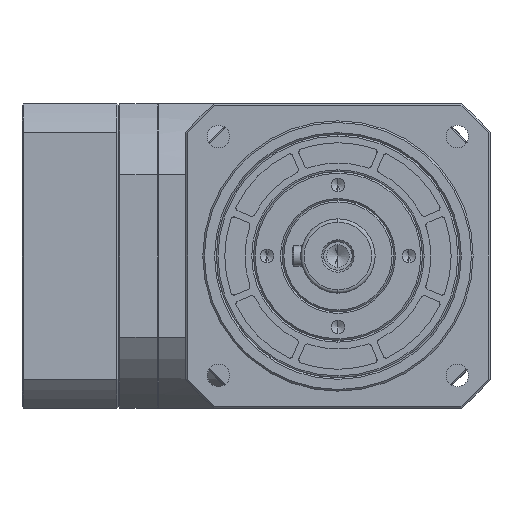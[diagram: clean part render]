
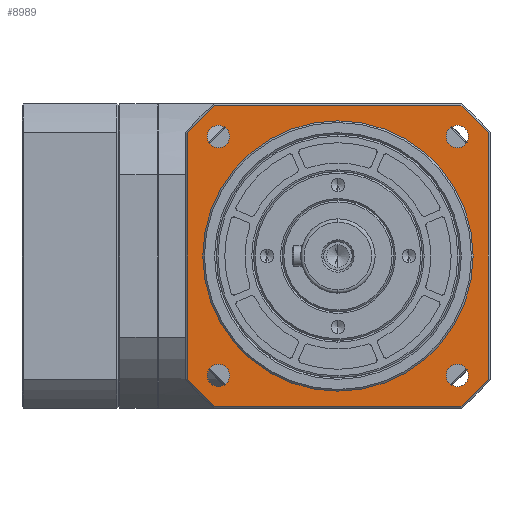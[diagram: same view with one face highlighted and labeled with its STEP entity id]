
A CAD part, left-side view. The second image highlights one B-rep face of the part: STEP entity #8989.
In plain terms, the highlighted planar face has unit normal (-1, 0, 0).
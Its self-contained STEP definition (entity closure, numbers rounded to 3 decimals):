
#6839=CARTESIAN_POINT('',(10.,0.,0.));
#6840=DIRECTION('',(-1.,0.,0.));
#6841=DIRECTION('',(0.,0.774,-0.633));
#6842=AXIS2_PLACEMENT_3D('',#6839,#6840,#6841);
#6844=CARTESIAN_POINT('',(10.,0.,0.));
#6845=DIRECTION('',(-1.,0.,0.));
#6846=DIRECTION('',(0.,0.633,0.774));
#6847=AXIS2_PLACEMENT_3D('',#6844,#6845,#6846);
#6849=CARTESIAN_POINT('',(10.,0.,0.));
#6850=DIRECTION('',(-1.,0.,0.));
#6851=DIRECTION('',(0.,-0.774,0.633));
#6852=AXIS2_PLACEMENT_3D('',#6849,#6850,#6851);
#6854=CARTESIAN_POINT('',(10.,0.,0.));
#6855=DIRECTION('',(-1.,0.,0.));
#6856=DIRECTION('',(0.,-0.633,-0.774));
#6857=AXIS2_PLACEMENT_3D('',#6854,#6855,#6856);
#6859=CARTESIAN_POINT('',(10.,35.355,35.355));
#6860=DIRECTION('',(1.,0.,0.));
#6861=DIRECTION('',(0.,0.,-1.));
#6862=AXIS2_PLACEMENT_3D('',#6859,#6860,#6861);
#6864=CARTESIAN_POINT('',(10.,35.355,35.355));
#6865=DIRECTION('',(1.,0.,0.));
#6866=DIRECTION('',(0.,0.,1.));
#6867=AXIS2_PLACEMENT_3D('',#6864,#6865,#6866);
#6869=CARTESIAN_POINT('',(10.,35.355,-35.355));
#6870=DIRECTION('',(1.,0.,0.));
#6871=DIRECTION('',(0.,0.,-1.));
#6872=AXIS2_PLACEMENT_3D('',#6869,#6870,#6871);
#6874=CARTESIAN_POINT('',(10.,35.355,-35.355));
#6875=DIRECTION('',(1.,0.,0.));
#6876=DIRECTION('',(0.,0.,1.));
#6877=AXIS2_PLACEMENT_3D('',#6874,#6875,#6876);
#6879=CARTESIAN_POINT('',(10.,-35.355,-35.355));
#6880=DIRECTION('',(1.,0.,0.));
#6881=DIRECTION('',(0.,0.,-1.));
#6882=AXIS2_PLACEMENT_3D('',#6879,#6880,#6881);
#6884=CARTESIAN_POINT('',(10.,-35.355,-35.355));
#6885=DIRECTION('',(1.,0.,0.));
#6886=DIRECTION('',(0.,0.,1.));
#6887=AXIS2_PLACEMENT_3D('',#6884,#6885,#6886);
#6889=CARTESIAN_POINT('',(10.,-35.355,35.355));
#6890=DIRECTION('',(1.,0.,0.));
#6891=DIRECTION('',(0.,0.,-1.));
#6892=AXIS2_PLACEMENT_3D('',#6889,#6890,#6891);
#6894=CARTESIAN_POINT('',(10.,-35.355,35.355));
#6895=DIRECTION('',(1.,0.,0.));
#6896=DIRECTION('',(0.,0.,1.));
#6897=AXIS2_PLACEMENT_3D('',#6894,#6895,#6896);
#6899=CARTESIAN_POINT('',(10.,0.,0.));
#6900=DIRECTION('',(1.,0.,0.));
#6901=DIRECTION('',(0.,0.,-1.));
#6902=AXIS2_PLACEMENT_3D('',#6899,#6900,#6901);
#6904=CARTESIAN_POINT('',(10.,0.,0.));
#6905=DIRECTION('',(1.,0.,0.));
#6906=DIRECTION('',(0.,0.,1.));
#6907=AXIS2_PLACEMENT_3D('',#6904,#6905,#6906);
#6909=DIRECTION('',(0.,1.,0.));
#6910=VECTOR('',#6909,72.829);
#6911=CARTESIAN_POINT('',(10.,-36.414,-44.5));
#6912=LINE('',#6911,#6910);
#6917=CARTESIAN_POINT('',(10.,44.5,-36.414));
#6929=CARTESIAN_POINT('',(10.,36.414,-44.5));
#6936=DIRECTION('',(0.,0.,1.));
#6937=VECTOR('',#6936,72.829);
#6938=CARTESIAN_POINT('',(10.,44.5,-36.414));
#6939=LINE('',#6938,#6937);
#6944=CARTESIAN_POINT('',(10.,36.414,44.5));
#6956=CARTESIAN_POINT('',(10.,44.5,36.414));
#6967=DIRECTION('',(0.,-1.,0.));
#6968=VECTOR('',#6967,72.829);
#6969=CARTESIAN_POINT('',(10.,36.414,44.5));
#6970=LINE('',#6969,#6968);
#6994=DIRECTION('',(0.,0.,-1.));
#6995=VECTOR('',#6994,72.829);
#6996=CARTESIAN_POINT('',(10.,-44.5,36.414));
#6997=LINE('',#6996,#6995);
#6998=CARTESIAN_POINT('',(10.,-36.414,-44.5));
#8071=CARTESIAN_POINT('',(10.,35.355,32.055));
#8073=VERTEX_POINT('',#8071);
#8271=CARTESIAN_POINT('',(10.,-35.355,-38.655));
#8272=VERTEX_POINT('',#8271);
#8288=CARTESIAN_POINT('',(10.,35.355,38.655));
#8290=VERTEX_POINT('',#8288);
#8321=CARTESIAN_POINT('',(10.,35.355,-38.655));
#8322=VERTEX_POINT('',#8321);
#8329=CARTESIAN_POINT('',(10.,-35.355,38.655));
#8330=CARTESIAN_POINT('',(10.,-35.355,32.055));
#8331=VERTEX_POINT('',#8329);
#8332=VERTEX_POINT('',#8330);
#8341=CARTESIAN_POINT('',(10.,-35.355,-32.055));
#8342=VERTEX_POINT('',#8341);
#8343=CARTESIAN_POINT('',(10.,35.355,-32.055));
#8344=VERTEX_POINT('',#8343);
#8345=VERTEX_POINT('',#6917);
#8346=VERTEX_POINT('',#6929);
#8347=VERTEX_POINT('',#6956);
#8348=VERTEX_POINT('',#6944);
#8349=CARTESIAN_POINT('',(10.,-36.414,44.5));
#8350=VERTEX_POINT('',#8349);
#8351=CARTESIAN_POINT('',(10.,-44.5,36.414));
#8352=VERTEX_POINT('',#8351);
#8353=CARTESIAN_POINT('',(10.,-44.5,-36.414));
#8354=VERTEX_POINT('',#8353);
#8359=VERTEX_POINT('',#6998);
#8366=CARTESIAN_POINT('',(10.,0.,40.));
#8367=CARTESIAN_POINT('',(10.,0.,-40.));
#8368=VERTEX_POINT('',#8366);
#8369=VERTEX_POINT('',#8367);
#8938=CARTESIAN_POINT('',(10.,40.,0.));
#8939=DIRECTION('',(1.,0.,0.));
#8940=DIRECTION('',(0.,0.,-1.));
#8941=AXIS2_PLACEMENT_3D('',#8938,#8939,#8940);
#8942=PLANE('',#8941);
#8944=ORIENTED_EDGE('',*,*,#8943,.T.);
#8946=ORIENTED_EDGE('',*,*,#8945,.F.);
#8948=ORIENTED_EDGE('',*,*,#8947,.T.);
#8950=ORIENTED_EDGE('',*,*,#8949,.F.);
#8952=ORIENTED_EDGE('',*,*,#8951,.T.);
#8954=ORIENTED_EDGE('',*,*,#8953,.F.);
#8956=ORIENTED_EDGE('',*,*,#8955,.T.);
#8958=ORIENTED_EDGE('',*,*,#8957,.F.);
#8959=EDGE_LOOP('',(#8944,#8946,#8948,#8950,#8952,#8954,#8956,#8958));
#8960=FACE_OUTER_BOUND('',#8959,.F.);
#8962=ORIENTED_EDGE('',*,*,#8961,.F.);
#8964=ORIENTED_EDGE('',*,*,#8963,.F.);
#8965=EDGE_LOOP('',(#8962,#8964));
#8966=FACE_BOUND('',#8965,.F.);
#8968=ORIENTED_EDGE('',*,*,#8967,.F.);
#8970=ORIENTED_EDGE('',*,*,#8969,.F.);
#8971=EDGE_LOOP('',(#8968,#8970));
#8972=FACE_BOUND('',#8971,.F.);
#8974=ORIENTED_EDGE('',*,*,#8973,.F.);
#8976=ORIENTED_EDGE('',*,*,#8975,.F.);
#8977=EDGE_LOOP('',(#8974,#8976));
#8978=FACE_BOUND('',#8977,.F.);
#8979=ORIENTED_EDGE('',*,*,#8920,.F.);
#8980=ORIENTED_EDGE('',*,*,#8930,.F.);
#8981=EDGE_LOOP('',(#8979,#8980));
#8982=FACE_BOUND('',#8981,.F.);
#8984=ORIENTED_EDGE('',*,*,#8983,.F.);
#8986=ORIENTED_EDGE('',*,*,#8985,.F.);
#8987=EDGE_LOOP('',(#8984,#8986));
#8988=FACE_BOUND('',#8987,.F.);
#8989=ADVANCED_FACE('',(#8960,#8966,#8972,#8978,#8982,#8988),#8942,.F.);
#6843=CIRCLE('',#6842,57.5);
#6848=CIRCLE('',#6847,57.5);
#6853=CIRCLE('',#6852,57.5);
#6858=CIRCLE('',#6857,57.5);
#6863=CIRCLE('',#6862,3.3);
#6868=CIRCLE('',#6867,3.3);
#6873=CIRCLE('',#6872,3.3);
#6878=CIRCLE('',#6877,3.3);
#6883=CIRCLE('',#6882,3.3);
#6888=CIRCLE('',#6887,3.3);
#6893=CIRCLE('',#6892,3.3);
#6898=CIRCLE('',#6897,3.3);
#6903=CIRCLE('',#6902,40.);
#6908=CIRCLE('',#6907,40.);
#8920=EDGE_CURVE('',#8332,#8331,#6893,.T.);
#8930=EDGE_CURVE('',#8331,#8332,#6898,.T.);
#8943=EDGE_CURVE('',#8359,#8346,#6912,.T.);
#8945=EDGE_CURVE('',#8345,#8346,#6843,.T.);
#8947=EDGE_CURVE('',#8345,#8347,#6939,.T.);
#8949=EDGE_CURVE('',#8348,#8347,#6848,.T.);
#8951=EDGE_CURVE('',#8348,#8350,#6970,.T.);
#8953=EDGE_CURVE('',#8352,#8350,#6853,.T.);
#8955=EDGE_CURVE('',#8352,#8354,#6997,.T.);
#8957=EDGE_CURVE('',#8359,#8354,#6858,.T.);
#8961=EDGE_CURVE('',#8073,#8290,#6863,.T.);
#8963=EDGE_CURVE('',#8290,#8073,#6868,.T.);
#8967=EDGE_CURVE('',#8322,#8344,#6873,.T.);
#8969=EDGE_CURVE('',#8344,#8322,#6878,.T.);
#8973=EDGE_CURVE('',#8272,#8342,#6883,.T.);
#8975=EDGE_CURVE('',#8342,#8272,#6888,.T.);
#8983=EDGE_CURVE('',#8369,#8368,#6903,.T.);
#8985=EDGE_CURVE('',#8368,#8369,#6908,.T.);
